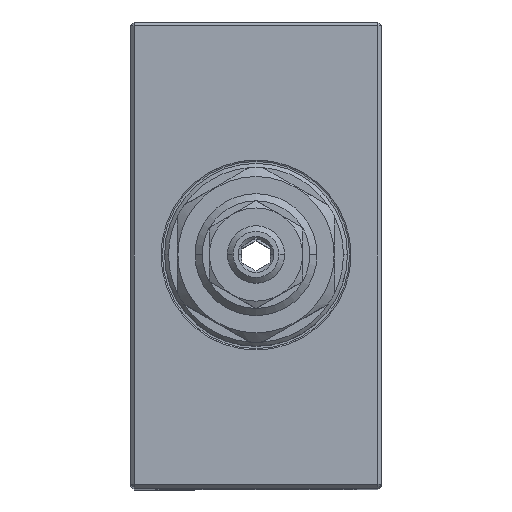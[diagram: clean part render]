
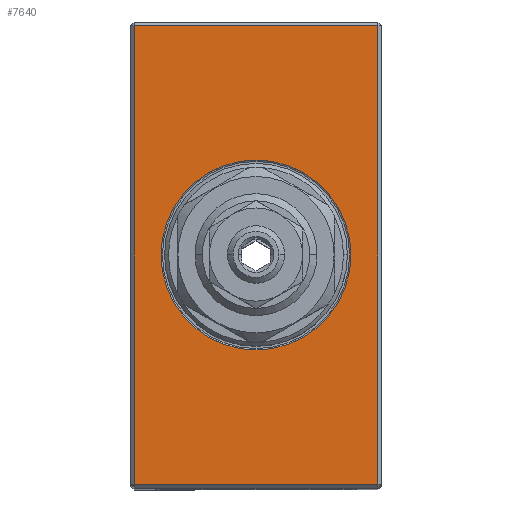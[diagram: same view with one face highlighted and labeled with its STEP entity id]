
A CAD part, top view. The second image highlights one B-rep face of the part: STEP entity #7640.
In plain terms, the highlighted planar face has unit normal (0, 0, 1).
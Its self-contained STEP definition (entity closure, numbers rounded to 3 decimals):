
#411 = CARTESIAN_POINT ( 'NONE',  ( 12.63, -0.383, 151. ) ) ;
#712 = VERTEX_POINT ( 'NONE', #11002 ) ;
#1665 = CARTESIAN_POINT ( 'NONE',  ( -17.62, -32.383, 151. ) ) ;
#2105 = FACE_OUTER_BOUND ( 'NONE', #4189, .T. ) ;
#2262 = EDGE_CURVE ( 'NONE', #2381, #13315, #12768, .T. ) ;
#2341 = LINE ( 'NONE', #8940, #12936 ) ;
#2381 = VERTEX_POINT ( 'NONE', #1665 ) ;
#2628 = AXIS2_PLACEMENT_3D ( 'NONE', #3597, #3575, #3554 ) ;
#2675 = DIRECTION ( 'NONE',  ( 1., 0., 0. ) ) ;
#2724 = CARTESIAN_POINT ( 'NONE',  ( 16.88, -32.383, 151. ) ) ;
#3554 = DIRECTION ( 'NONE',  ( 1., 0., 0. ) ) ;
#3575 = DIRECTION ( 'NONE',  ( 0., 0., 1. ) ) ;
#3597 = CARTESIAN_POINT ( 'NONE',  ( -0.62, -0.383, 151. ) ) ;
#3688 = EDGE_CURVE ( 'NONE', #12961, #2381, #2341, .T. ) ;
#4189 = EDGE_LOOP ( 'NONE', ( #15289, #6867, #7859, #8428 ) ) ;
#4355 = EDGE_CURVE ( 'NONE', #7229, #712, #5818, .T. ) ;
#4552 = EDGE_CURVE ( 'NONE', #13315, #9552, #15568, .T. ) ;
#4585 = FACE_BOUND ( 'NONE', #5663, .T. ) ;
#4761 = EDGE_CURVE ( 'NONE', #9552, #12961, #8155, .T. ) ;
#5318 = DIRECTION ( 'NONE',  ( -1., 0., 0. ) ) ;
#5354 = CARTESIAN_POINT ( 'NONE',  ( -18.12, 31.617, 151. ) ) ;
#5663 = EDGE_LOOP ( 'NONE', ( #13799, #14312 ) ) ;
#5787 = CARTESIAN_POINT ( 'NONE',  ( 16.38, -32.383, 151. ) ) ;
#5818 = CIRCLE ( 'NONE', #13657, 13.25 ) ;
#6867 = ORIENTED_EDGE ( 'NONE', *, *, #2262, .T. ) ;
#7229 = VERTEX_POINT ( 'NONE', #411 ) ;
#7640 = ADVANCED_FACE ( 'NONE', ( #4585, #2105 ), #8289, .F. ) ;
#7673 = DIRECTION ( 'NONE',  ( -1., 0., 0. ) ) ;
#7701 = DIRECTION ( 'NONE',  ( 0., 0., -1. ) ) ;
#7759 = CARTESIAN_POINT ( 'NONE',  ( 16.88, -32.883, 151. ) ) ;
#7802 = EDGE_CURVE ( 'NONE', #712, #7229, #8334, .T. ) ;
#7859 = ORIENTED_EDGE ( 'NONE', *, *, #4552, .T. ) ;
#7981 = VECTOR ( 'NONE', #5318, 1000. ) ;
#8155 = LINE ( 'NONE', #5354, #7981 ) ;
#8289 = PLANE ( 'NONE',  #9109 ) ;
#8334 = CIRCLE ( 'NONE', #2628, 13.25 ) ;
#8428 = ORIENTED_EDGE ( 'NONE', *, *, #4761, .T. ) ;
#8646 = DIRECTION ( 'NONE',  ( 0., -1., 0. ) ) ;
#8690 = DIRECTION ( 'NONE',  ( 0., 1., 0. ) ) ;
#8940 = CARTESIAN_POINT ( 'NONE',  ( -17.62, -32.883, 151. ) ) ;
#9021 = CARTESIAN_POINT ( 'NONE',  ( 16.38, 32.117, 151. ) ) ;
#9109 = AXIS2_PLACEMENT_3D ( 'NONE', #7759, #7701, #7673 ) ;
#9552 = VERTEX_POINT ( 'NONE', #13723 ) ;
#9616 = CARTESIAN_POINT ( 'NONE',  ( -17.62, 31.617, 151. ) ) ;
#11002 = CARTESIAN_POINT ( 'NONE',  ( -13.87, -0.383, 151. ) ) ;
#12555 = VECTOR ( 'NONE', #2675, 1000. ) ;
#12761 = DIRECTION ( 'NONE',  ( 1., 0., 0. ) ) ;
#12762 = DIRECTION ( 'NONE',  ( 0., 0., 1. ) ) ;
#12768 = LINE ( 'NONE', #2724, #12555 ) ;
#12777 = CARTESIAN_POINT ( 'NONE',  ( -0.62, -0.383, 151. ) ) ;
#12936 = VECTOR ( 'NONE', #8646, 1000. ) ;
#12961 = VERTEX_POINT ( 'NONE', #9616 ) ;
#13315 = VERTEX_POINT ( 'NONE', #5787 ) ;
#13657 = AXIS2_PLACEMENT_3D ( 'NONE', #12777, #12762, #12761 ) ;
#13723 = CARTESIAN_POINT ( 'NONE',  ( 16.38, 31.617, 151. ) ) ;
#13799 = ORIENTED_EDGE ( 'NONE', *, *, #4355, .F. ) ;
#14312 = ORIENTED_EDGE ( 'NONE', *, *, #7802, .F. ) ;
#15289 = ORIENTED_EDGE ( 'NONE', *, *, #3688, .T. ) ;
#15404 = VECTOR ( 'NONE', #8690, 1000. ) ;
#15568 = LINE ( 'NONE', #9021, #15404 ) ;
